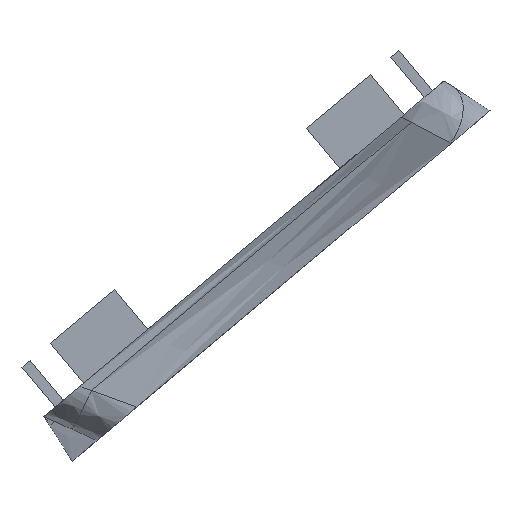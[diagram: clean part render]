
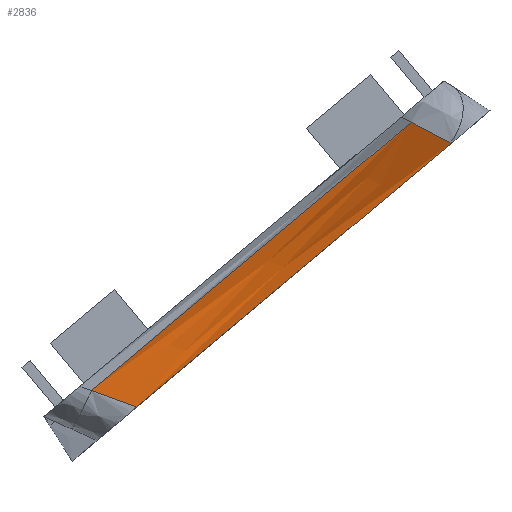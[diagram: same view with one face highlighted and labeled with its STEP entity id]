
A CAD part, left-side view. The second image highlights one B-rep face of the part: STEP entity #2836.
In plain terms, the highlighted free-form (B-spline) face has degree [3, 3] with [7, 4] control points.
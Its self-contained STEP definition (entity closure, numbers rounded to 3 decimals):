
#64=CARTESIAN_POINT('',(-119.916,271.052,169.815));
#73=DIRECTION('',(0.02,-0.766,0.643));
#74=VECTOR('',#73,39.945);
#75=CARTESIAN_POINT('',(-119.916,271.052,169.815));
#76=LINE('',#75,#74);
#916=CARTESIAN_POINT('',(-119.567,266.717,168.23));
#917=CARTESIAN_POINT('',(-119.141,263.233,171.153));
#918=CARTESIAN_POINT('',(-118.281,256.36,176.921));
#919=CARTESIAN_POINT('',(-116.973,246.34,185.329));
#920=CARTESIAN_POINT('',(-116.088,239.835,190.787));
#921=CARTESIAN_POINT('',(-115.642,236.627,193.479));
#923=CARTESIAN_POINT('',(-119.916,271.052,169.815));
#924=CARTESIAN_POINT('',(-119.886,270.636,169.662));
#925=CARTESIAN_POINT('',(-119.827,269.833,169.372));
#926=CARTESIAN_POINT('',(-119.74,268.726,168.966));
#927=CARTESIAN_POINT('',(-119.654,267.692,168.588));
#928=CARTESIAN_POINT('',(-119.596,267.035,168.347));
#929=CARTESIAN_POINT('',(-119.567,266.717,168.23));
#931=CARTESIAN_POINT('',(-119.114,240.458,195.485));
#932=CARTESIAN_POINT('',(-118.985,240.316,195.412));
#933=CARTESIAN_POINT('',(-118.728,240.031,195.268));
#934=CARTESIAN_POINT('',(-118.35,239.614,195.052));
#935=CARTESIAN_POINT('',(-117.965,239.188,194.832));
#936=CARTESIAN_POINT('',(-117.577,238.759,194.608));
#937=CARTESIAN_POINT('',(-117.203,238.346,194.392));
#938=CARTESIAN_POINT('',(-116.865,237.973,194.197));
#939=CARTESIAN_POINT('',(-116.568,237.645,194.024));
#940=CARTESIAN_POINT('',(-116.29,237.339,193.861));
#941=CARTESIAN_POINT('',(-116.003,237.023,193.692));
#942=CARTESIAN_POINT('',(-115.795,236.795,193.57));
#943=CARTESIAN_POINT('',(-115.689,236.678,193.506));
#945=CARTESIAN_POINT('',(-115.689,236.678,193.506));
#946=CARTESIAN_POINT('',(-115.673,236.661,193.496));
#947=CARTESIAN_POINT('',(-115.658,236.644,193.488));
#948=CARTESIAN_POINT('',(-115.642,236.627,193.479));
#1075=VERTEX_POINT('',#931);
#1076=VERTEX_POINT('',#943);
#1078=VERTEX_POINT('',#64);
#1225=VERTEX_POINT('',#916);
#1226=VERTEX_POINT('',#921);
#2799=CARTESIAN_POINT('',(-119.603,266.863,167.62));
#2800=CARTESIAN_POINT('',(-119.718,268.364,168.266));
#2801=CARTESIAN_POINT('',(-119.826,269.88,168.917));
#2802=CARTESIAN_POINT('',(-119.928,271.411,169.579));
#2803=CARTESIAN_POINT('',(-119.331,264.802,169.379));
#2804=CARTESIAN_POINT('',(-119.518,266.287,170.031));
#2805=CARTESIAN_POINT('',(-119.699,267.786,170.687));
#2806=CARTESIAN_POINT('',(-119.875,269.298,171.351));
#2807=CARTESIAN_POINT('',(-118.65,259.637,173.788));
#2808=CARTESIAN_POINT('',(-119.018,261.081,174.456));
#2809=CARTESIAN_POINT('',(-119.382,262.536,175.123));
#2810=CARTESIAN_POINT('',(-119.742,264.002,175.794));
#2811=CARTESIAN_POINT('',(-117.559,251.367,180.848));
#2812=CARTESIAN_POINT('',(-118.216,252.744,181.539));
#2813=CARTESIAN_POINT('',(-118.873,254.129,182.225));
#2814=CARTESIAN_POINT('',(-119.53,255.523,182.907));
#2815=CARTESIAN_POINT('',(-116.486,243.238,187.786));
#2816=CARTESIAN_POINT('',(-117.429,244.549,188.502));
#2817=CARTESIAN_POINT('',(-118.374,245.866,189.205));
#2818=CARTESIAN_POINT('',(-119.321,247.188,189.9));
#2819=CARTESIAN_POINT('',(-115.823,238.213,192.075));
#2820=CARTESIAN_POINT('',(-116.942,239.484,192.805));
#2821=CARTESIAN_POINT('',(-118.065,240.758,193.52));
#2822=CARTESIAN_POINT('',(-119.192,242.036,194.222));
#2823=CARTESIAN_POINT('',(-115.57,236.293,193.714));
#2824=CARTESIAN_POINT('',(-116.756,237.548,194.45));
#2825=CARTESIAN_POINT('',(-117.947,238.806,195.168));
#2826=CARTESIAN_POINT('',(-119.143,240.067,195.873));
#2827=B_SPLINE_SURFACE_WITH_KNOTS('',3,3,((#2799,#2800,#2801,#2802),(#2803,
#2804,#2805,#2806),(#2807,#2808,#2809,#2810),(#2811,#2812,#2813,#2814),(#2815,
#2816,#2817,#2818),(#2819,#2820,#2821,#2822),(#2823,#2824,#2825,#2826)),
.UNSPECIFIED.,.F.,.F.,.F.,(4,1,1,1,4),(4,4),(0.084,0.25,0.5,
0.75,0.905),(273.299,277.686),.UNSPECIFIED.);
#2828=ORIENTED_EDGE('',*,*,#1305,.F.);
#2829=ORIENTED_EDGE('',*,*,#1367,.F.);
#2830=ORIENTED_EDGE('',*,*,#1446,.T.);
#2832=ORIENTED_EDGE('',*,*,#2831,.T.);
#2833=ORIENTED_EDGE('',*,*,#2791,.T.);
#2834=EDGE_LOOP('',(#2828,#2829,#2830,#2832,#2833));
#2835=FACE_OUTER_BOUND('',#2834,.F.);
#2836=ADVANCED_FACE('',(#2835),#2827,.T.);
#922=B_SPLINE_CURVE_WITH_KNOTS('',3,(#916,#917,#918,#919,#920,#921),
.UNSPECIFIED.,.F.,.F.,(4,1,1,4),(0.,0.333,0.667,1.),
.UNSPECIFIED.);
#930=B_SPLINE_CURVE_WITH_KNOTS('',3,(#923,#924,#925,#926,#927,#928,#929),
.UNSPECIFIED.,.F.,.F.,(4,1,1,1,4),(0.,0.25,0.5,0.75,1.),
.UNSPECIFIED.);
#944=B_SPLINE_CURVE_WITH_KNOTS('',3,(#931,#932,#933,#934,#935,#936,#937,#938,
#939,#940,#941,#942,#943),.UNSPECIFIED.,.F.,.F.,(4,1,1,1,1,1,1,1,1,1,4),(0.,
0.1,0.2,0.3,0.4,0.5,0.6,0.7,0.8,0.9,1.),.UNSPECIFIED.);
#949=B_SPLINE_CURVE_WITH_KNOTS('',3,(#945,#946,#947,#948),.UNSPECIFIED.,.F.,.F.,
(4,4),(0.,1.),.UNSPECIFIED.);
#1305=EDGE_CURVE('',#1225,#1226,#922,.T.);
#1367=EDGE_CURVE('',#1078,#1225,#930,.T.);
#1446=EDGE_CURVE('',#1078,#1075,#76,.T.);
#2791=EDGE_CURVE('',#1076,#1226,#949,.T.);
#2831=EDGE_CURVE('',#1075,#1076,#944,.T.);
